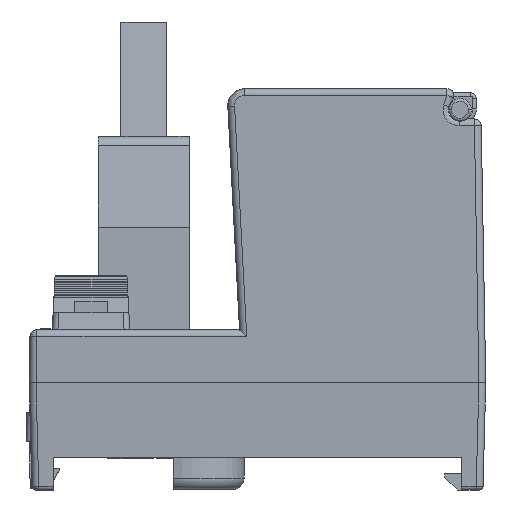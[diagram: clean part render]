
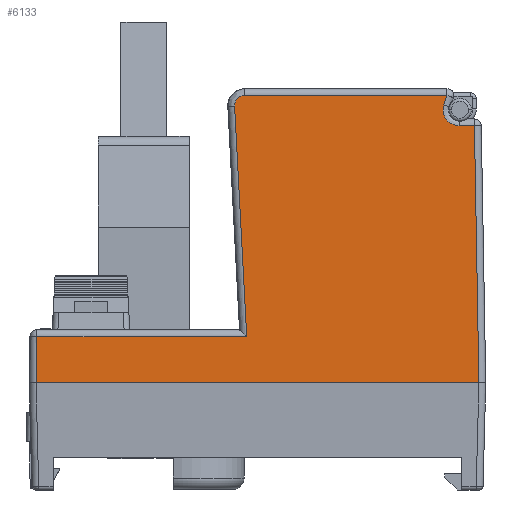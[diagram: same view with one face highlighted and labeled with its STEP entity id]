
A CAD part, left-side view. The second image highlights one B-rep face of the part: STEP entity #6133.
In plain terms, the highlighted planar face has unit normal (-1, 0, 0.002).
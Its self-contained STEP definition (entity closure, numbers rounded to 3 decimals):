
#2814=FACE_OUTER_BOUND('',#13428,.T.);
#6133=ADVANCED_FACE('',(#2814),#9281,.F.);
#9281=PLANE('',#69586);
#11298=B_SPLINE_CURVE_WITH_KNOTS('',3,(#101357,#101358,#101359,#101360,#101361,
#101362,#101363,#101364,#101365,#101366,#101367),.UNSPECIFIED.,.F.,.F.,(4,
1,1,1,1,1,1,1,4),(0.,0.125,0.25,0.375,0.5,0.625,0.75,0.875,1.),
 .UNSPECIFIED.);
#11299=B_SPLINE_CURVE_WITH_KNOTS('',3,(#101373,#101374,#101375,#101376,#101377,
#101378,#101379,#101380,#101381,#101382),.UNSPECIFIED.,.F.,.F.,(4,1,1,1,
1,1,1,4),(0.,0.143,0.286,0.429,0.571,
0.714,0.857,1.),.UNSPECIFIED.);
#13428=EDGE_LOOP('',(#25242,#25243,#25244,#25245,#25246,#25247,#25248,#25249,
#25250,#25251));
#25242=ORIENTED_EDGE('',*,*,#46444,.T.);
#25243=ORIENTED_EDGE('',*,*,#46445,.T.);
#25244=ORIENTED_EDGE('',*,*,#46446,.T.);
#25245=ORIENTED_EDGE('',*,*,#46447,.T.);
#25246=ORIENTED_EDGE('',*,*,#46448,.T.);
#25247=ORIENTED_EDGE('',*,*,#46449,.T.);
#25248=ORIENTED_EDGE('',*,*,#46083,.T.);
#25249=ORIENTED_EDGE('',*,*,#46443,.T.);
#25250=ORIENTED_EDGE('',*,*,#41467,.F.);
#25251=ORIENTED_EDGE('',*,*,#45570,.T.);
#35198=VERTEX_POINT('',#89046);
#35199=VERTEX_POINT('',#89048);
#38038=VERTEX_POINT('',#99628);
#38478=VERTEX_POINT('',#100630);
#38479=VERTEX_POINT('',#100632);
#38659=VERTEX_POINT('',#101356);
#38660=VERTEX_POINT('',#101368);
#38661=VERTEX_POINT('',#101370);
#38662=VERTEX_POINT('',#101372);
#38663=VERTEX_POINT('',#101383);
#41467=EDGE_CURVE('',#35198,#35199,#50841,.T.);
#45570=EDGE_CURVE('',#35198,#38038,#54247,.T.);
#46083=EDGE_CURVE('',#38478,#38479,#54757,.T.);
#46443=EDGE_CURVE('',#38479,#35199,#55116,.T.);
#46444=EDGE_CURVE('',#38038,#38659,#55117,.T.);
#46445=EDGE_CURVE('',#38659,#38660,#11298,.T.);
#46446=EDGE_CURVE('',#38660,#38661,#55118,.T.);
#46447=EDGE_CURVE('',#38661,#38662,#55119,.T.);
#46448=EDGE_CURVE('',#38662,#38663,#11299,.T.);
#46449=EDGE_CURVE('',#38663,#38478,#55120,.T.);
#50841=LINE('',#89047,#59363);
#54247=LINE('',#99629,#62769);
#54757=LINE('',#100633,#63279);
#55116=LINE('',#101353,#63638);
#55117=LINE('',#101355,#63639);
#55118=LINE('',#101369,#63640);
#55119=LINE('',#101371,#63641);
#55120=LINE('',#101384,#63642);
#59363=VECTOR('',#72000,1.);
#62769=VECTOR('',#78946,1.);
#63279=VECTOR('',#79562,1.);
#63638=VECTOR('',#80285,1.);
#63639=VECTOR('',#80288,1.);
#63640=VECTOR('',#80289,1.);
#63641=VECTOR('',#80290,1.);
#63642=VECTOR('',#80291,1.);
#69586=AXIS2_PLACEMENT_3D('',#101385,#80292,#80293);
#72000=DIRECTION('',(0.,1.,0.));
#78946=DIRECTION('',(0.002,0.017,1.));
#79562=DIRECTION('',(0.,1.,0.));
#80285=DIRECTION('',(-0.002,0.017,-1.));
#80288=DIRECTION('',(0.,1.,0.));
#80289=DIRECTION('',(0.002,-0.308,0.951));
#80290=DIRECTION('',(0.,1.,0.));
#80291=DIRECTION('',(-0.002,-0.052,-0.999));
#80292=DIRECTION('',(1.,0.,-0.002));
#80293=DIRECTION('',(0.,1.,0.));
#89046=CARTESIAN_POINT('',(-8.466,-25.45,-1.85));
#89047=CARTESIAN_POINT('',(-8.466,-25.45,-1.85));
#89048=CARTESIAN_POINT('',(-8.466,13.4,-1.85));
#99628=CARTESIAN_POINT('',(-8.426,-25.056,20.701));
#99629=CARTESIAN_POINT('',(-8.466,-25.45,-1.85));
#100630=CARTESIAN_POINT('',(-8.459,-5.082,2.201));
#100632=CARTESIAN_POINT('',(-8.459,13.329,2.201));
#100633=CARTESIAN_POINT('',(-8.459,-5.082,2.201));
#101353=CARTESIAN_POINT('',(-8.459,13.329,2.201));
#101355=CARTESIAN_POINT('',(-8.426,-25.056,20.701));
#101356=CARTESIAN_POINT('',(-8.426,-23.716,20.701));
#101357=CARTESIAN_POINT('',(-8.426,-23.716,20.701));
#101358=CARTESIAN_POINT('',(-8.426,-23.604,20.701));
#101359=CARTESIAN_POINT('',(-8.426,-23.387,20.727));
#101360=CARTESIAN_POINT('',(-8.426,-23.075,20.842));
#101361=CARTESIAN_POINT('',(-8.426,-22.799,21.026));
#101362=CARTESIAN_POINT('',(-8.425,-22.574,21.27));
#101363=CARTESIAN_POINT('',(-8.425,-22.411,21.559));
#101364=CARTESIAN_POINT('',(-8.424,-22.321,21.878));
#101365=CARTESIAN_POINT('',(-8.424,-22.308,22.21));
#101366=CARTESIAN_POINT('',(-8.423,-22.35,22.425));
#101367=CARTESIAN_POINT('',(-8.423,-22.384,22.532));
#101368=CARTESIAN_POINT('',(-8.423,-22.384,22.532));
#101369=CARTESIAN_POINT('',(-8.423,-22.384,22.532));
#101370=CARTESIAN_POINT('',(-8.422,-22.649,23.351));
#101371=CARTESIAN_POINT('',(-8.422,-22.649,23.351));
#101372=CARTESIAN_POINT('',(-8.422,-4.922,23.351));
#101373=CARTESIAN_POINT('',(-8.422,-4.922,23.351));
#101374=CARTESIAN_POINT('',(-8.422,-4.852,23.351));
#101375=CARTESIAN_POINT('',(-8.422,-4.715,23.335));
#101376=CARTESIAN_POINT('',(-8.422,-4.516,23.263));
#101377=CARTESIAN_POINT('',(-8.422,-4.341,23.149));
#101378=CARTESIAN_POINT('',(-8.422,-4.196,22.996));
#101379=CARTESIAN_POINT('',(-8.423,-4.09,22.815));
#101380=CARTESIAN_POINT('',(-8.423,-4.029,22.613));
#101381=CARTESIAN_POINT('',(-8.423,-4.02,22.475));
#101382=CARTESIAN_POINT('',(-8.423,-4.023,22.404));
#101383=CARTESIAN_POINT('',(-8.423,-4.023,22.404));
#101384=CARTESIAN_POINT('',(-8.423,-4.023,22.404));
#101385=CARTESIAN_POINT('',(-8.421,-34.77,23.952));
